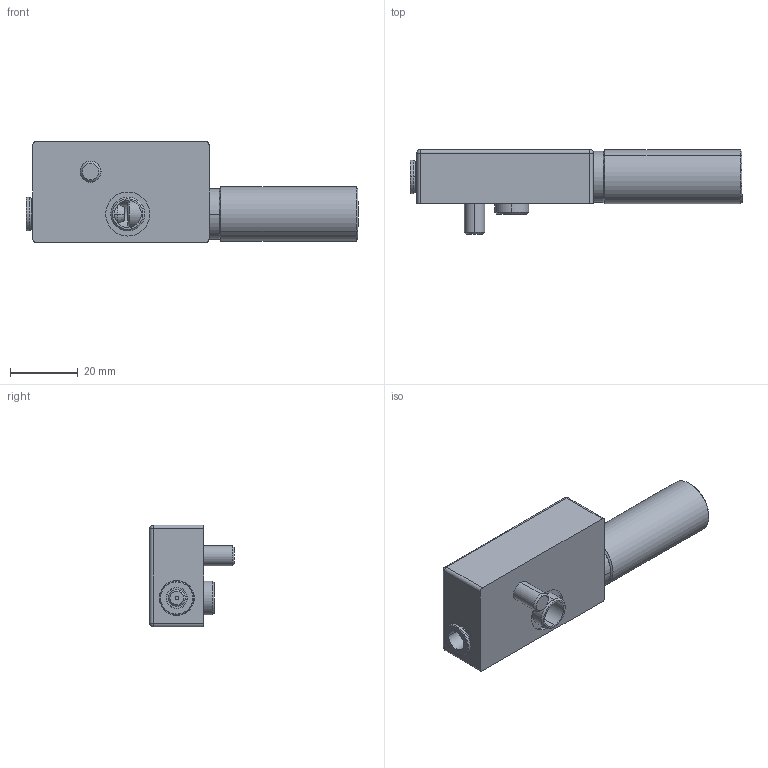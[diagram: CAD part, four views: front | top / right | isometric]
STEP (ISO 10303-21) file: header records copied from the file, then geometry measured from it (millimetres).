
FILE_DESCRIPTION (( 'STEP AP203' ), '1' );
FILE_NAME ('VG523016.STEP', '2016-11-16T10:06:37', ( '' ), ( '' ), 'SwSTEP 2.0', 'SolidWorks 2015', '' );
FILE_SCHEMA (( 'CONFIG_CONTROL_DESIGN' ));
Length unit declared in the file: millimetre
Products named in the file (12): 1DIN7991625_DIN 7991 - M6 x 25 --- 25C; 8EC161000; chicle largo; 3100_06_00; Espuma_Tapa; 7EC161041; VG523016; VG523016-1; 7EC151000; rejilla; chicle corto; Espuma Interior
Assembly tree (11 placements, depth 3):
  VG523016
    VG523016-1
    chicle corto
    chicle largo
    8EC161000
      7EC151000
      7EC161041
      Espuma Interior
      Espuma_Tapa
      rejilla
    3100_06_00
    1DIN7991625_DIN 7991 - M6 x 25 --- 25C
Bounding box: 98.05 x 25 x 30 mm (x, y, z)
Volume: 28798.7 mm3; surface area: 18394.2 mm2
Topology: 10 solids, 10 shells, 923 faces, 2520 edges, 1637 vertices
Faces by surface type: plane 695, cylinder 144, cone 56, torus 24, sphere 4
Entity records: 30589 total; most frequent: CARTESIAN_POINT 5113, ORIENTED_EDGE 5028, DIRECTION 4765, EDGE_CURVE 2514, LINE 2127, VECTOR 2127, VERTEX_POINT 1637, AXIS2_PLACEMENT_3D 1319
